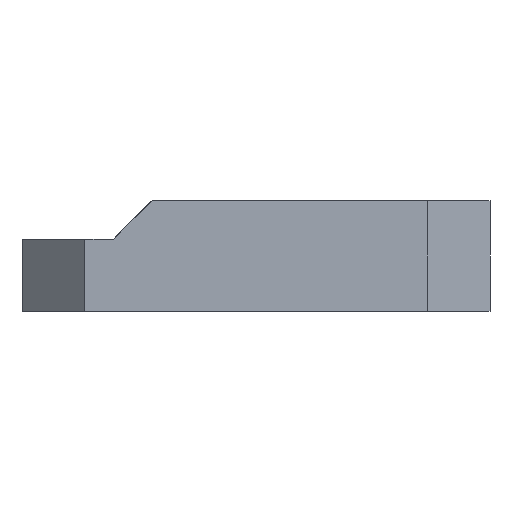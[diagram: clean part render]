
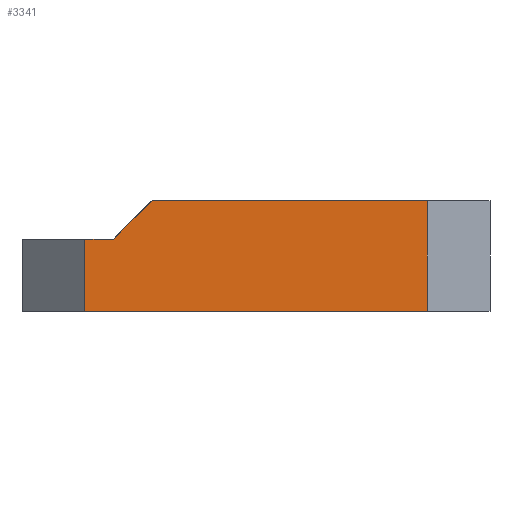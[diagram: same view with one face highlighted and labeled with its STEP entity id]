
A CAD part, left-side view. The second image highlights one B-rep face of the part: STEP entity #3341.
In plain terms, the highlighted planar face has unit normal (-1, 0, 0).
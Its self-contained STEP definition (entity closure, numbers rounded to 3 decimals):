
#257 = VECTOR ( 'NONE', #303, 1000. ) ;
#259 = CARTESIAN_POINT ( 'NONE',  ( -149., -3., 0. ) ) ;
#264 = EDGE_CURVE ( 'NONE', #3735, #1740, #2511, .T. ) ;
#292 = AXIS2_PLACEMENT_3D ( 'NONE', #2771, #1611, #3053 ) ;
#303 = DIRECTION ( 'NONE',  ( 0., 1., 0. ) ) ;
#427 = ORIENTED_EDGE ( 'NONE', *, *, #1208, .F. ) ;
#479 = DIRECTION ( 'NONE',  ( 0., -1., 0. ) ) ;
#548 = VECTOR ( 'NONE', #479, 1000. ) ;
#683 = EDGE_CURVE ( 'NONE', #3640, #2831, #1031, .T. ) ;
#726 = DIRECTION ( 'NONE',  ( 0., 0., -1. ) ) ;
#738 = DIRECTION ( 'NONE',  ( 0., 0., -1. ) ) ;
#747 = VERTEX_POINT ( 'NONE', #1708 ) ;
#1006 = DIRECTION ( 'NONE',  ( 0., 0.707, -0.707 ) ) ;
#1031 = LINE ( 'NONE', #2574, #3856 ) ;
#1208 = EDGE_CURVE ( 'NONE', #3735, #2830, #3481, .T. ) ;
#1281 = EDGE_LOOP ( 'NONE', ( #2246, #2691, #3141, #2738, #3388, #427 ) ) ;
#1320 = EDGE_CURVE ( 'NONE', #1740, #3640, #2688, .T. ) ;
#1349 = VECTOR ( 'NONE', #1006, 1000. ) ;
#1466 = DIRECTION ( 'NONE',  ( 0., -1., 0. ) ) ;
#1611 = DIRECTION ( 'NONE',  ( 1., 0., 0. ) ) ;
#1708 = CARTESIAN_POINT ( 'NONE',  ( -149., -74., 0. ) ) ;
#1740 = VERTEX_POINT ( 'NONE', #3329 ) ;
#1758 = CARTESIAN_POINT ( 'NONE',  ( -149., -74., 23. ) ) ;
#1978 = CARTESIAN_POINT ( 'NONE',  ( -149., -3., 23. ) ) ;
#2077 = CARTESIAN_POINT ( 'NONE',  ( -149., -3., 15. ) ) ;
#2246 = ORIENTED_EDGE ( 'NONE', *, *, #264, .T. ) ;
#2318 = CARTESIAN_POINT ( 'NONE',  ( -149., -74., 23. ) ) ;
#2334 = CARTESIAN_POINT ( 'NONE',  ( -149., -3., 15. ) ) ;
#2392 = EDGE_CURVE ( 'NONE', #2831, #747, #3203, .T. ) ;
#2458 = PLANE ( 'NONE',  #292 ) ;
#2511 = LINE ( 'NONE', #3709, #1349 ) ;
#2574 = CARTESIAN_POINT ( 'NONE',  ( -149., -3., 23. ) ) ;
#2666 = VECTOR ( 'NONE', #1466, 1000. ) ;
#2688 = LINE ( 'NONE', #2077, #257 ) ;
#2691 = ORIENTED_EDGE ( 'NONE', *, *, #1320, .T. ) ;
#2738 = ORIENTED_EDGE ( 'NONE', *, *, #2392, .T. ) ;
#2771 = CARTESIAN_POINT ( 'NONE',  ( -149., -3., 23. ) ) ;
#2784 = CARTESIAN_POINT ( 'NONE',  ( -149., -17., 23. ) ) ;
#2830 = VERTEX_POINT ( 'NONE', #1758 ) ;
#2831 = VERTEX_POINT ( 'NONE', #3841 ) ;
#3053 = DIRECTION ( 'NONE',  ( 0., 0., -1. ) ) ;
#3087 = EDGE_CURVE ( 'NONE', #2830, #747, #3129, .T. ) ;
#3129 = LINE ( 'NONE', #2318, #3748 ) ;
#3141 = ORIENTED_EDGE ( 'NONE', *, *, #683, .T. ) ;
#3203 = LINE ( 'NONE', #259, #2666 ) ;
#3329 = CARTESIAN_POINT ( 'NONE',  ( -149., -9., 15. ) ) ;
#3341 = ADVANCED_FACE ( 'NONE', ( #3700 ), #2458, .F. ) ;
#3388 = ORIENTED_EDGE ( 'NONE', *, *, #3087, .F. ) ;
#3481 = LINE ( 'NONE', #1978, #548 ) ;
#3640 = VERTEX_POINT ( 'NONE', #2334 ) ;
#3700 = FACE_OUTER_BOUND ( 'NONE', #1281, .T. ) ;
#3709 = CARTESIAN_POINT ( 'NONE',  ( -149., -9., 15. ) ) ;
#3735 = VERTEX_POINT ( 'NONE', #2784 ) ;
#3748 = VECTOR ( 'NONE', #726, 1000. ) ;
#3841 = CARTESIAN_POINT ( 'NONE',  ( -149., -3., 0. ) ) ;
#3856 = VECTOR ( 'NONE', #738, 1000. ) ;
